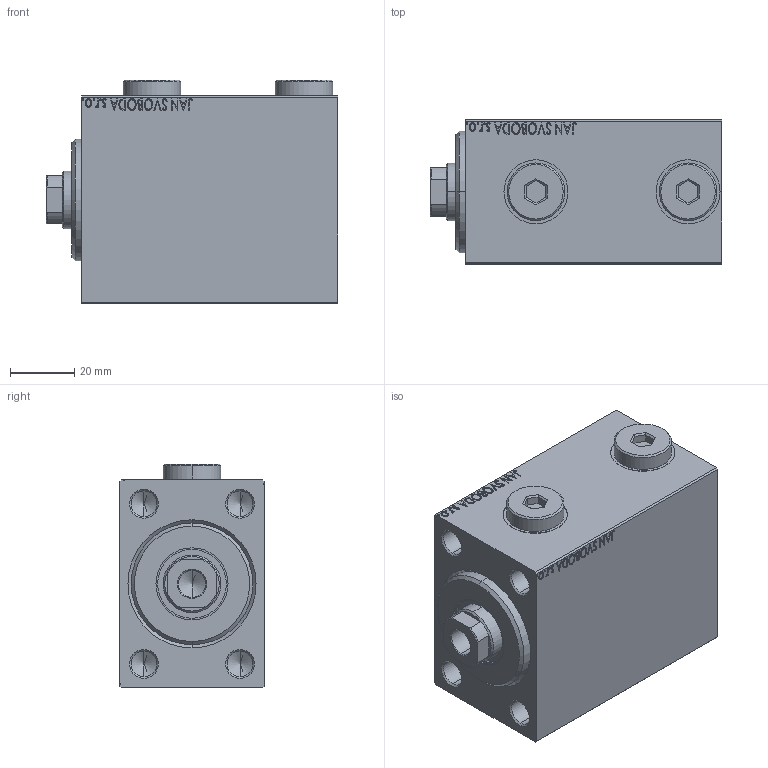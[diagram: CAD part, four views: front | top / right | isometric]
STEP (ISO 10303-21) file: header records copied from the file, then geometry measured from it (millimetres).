
FILE_DESCRIPTION (( 'STEP AP203' ), '1' );
FILE_NAME ('4e85.STEP', '2024-02-13T07:20:01', ( '' ), ( '' ), 'SwSTEP 2.0', 'SolidWorks 2019', '' );
FILE_SCHEMA (( 'CONFIG_CONTROL_DESIGN' ));
Length unit declared in the file: millimetre
Products named in the file (5): 4e85; V450CM_VC_B 0047ea0de3ea0157b9b7af496da5e59a; V450CM_B_VCP 0047ea0de3ea0157b9b7af496da5e59a; V450CM_B_Body 0047ea0de3ea0157b9b7af496da5e59a; Zatka_OIL_PORT 0047ea0de3ea0157b9b7af496da5e59a
Assembly tree (5 placements, depth 2):
  4e85
    V450CM_B_Body 0047ea0de3ea0157b9b7af496da5e59a
    V450CM_B_VCP 0047ea0de3ea0157b9b7af496da5e59a
    V450CM_VC_B 0047ea0de3ea0157b9b7af496da5e59a
    Zatka_OIL_PORT 0047ea0de3ea0157b9b7af496da5e59a  x2
Bounding box: 91 x 45 x 69.9 mm (x, y, z)
Volume: 219226 mm3; surface area: 47447.7 mm2
Topology: 5 solids, 5 shells, 935 faces, 2374 edges, 1549 vertices
Faces by surface type: plane 435, bspline 380, cylinder 70, cone 50
Entity records: 45613 total; most frequent: CARTESIAN_POINT 25489, ORIENTED_EDGE 4632, DIRECTION 2790, EDGE_CURVE 2316, VERTEX_POINT 1525, VECTOR 1378, LINE 1378, EDGE_LOOP 1043
